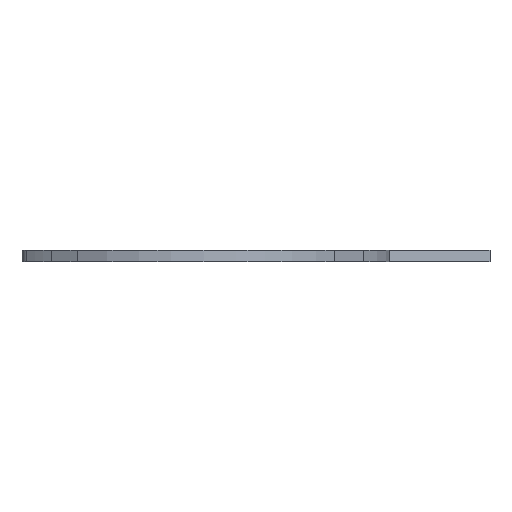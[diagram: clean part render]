
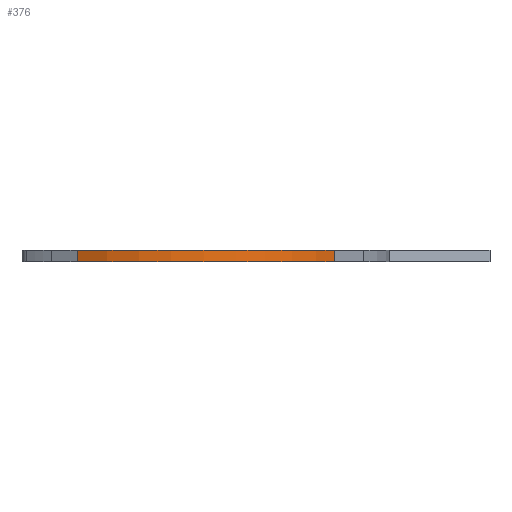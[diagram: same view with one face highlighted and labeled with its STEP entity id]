
A CAD part, left-side view. The second image highlights one B-rep face of the part: STEP entity #376.
In plain terms, the highlighted cylindrical face has radius 50.8 mm (diameter 101.6 mm), a partial arc.
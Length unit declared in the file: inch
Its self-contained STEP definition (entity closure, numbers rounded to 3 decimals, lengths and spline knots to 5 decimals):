
#79 = CARTESIAN_POINT ( 'NONE',  ( -0.3374, -0.04585, -0.68236 ) ) ;
#126 = DIRECTION ( 'NONE',  ( 1., 0., 0. ) ) ;
#250 = VERTEX_POINT ( 'NONE', #1806 ) ;
#273 = CARTESIAN_POINT ( 'NONE',  ( -2.06945, 0.95415, -0.68236 ) ) ;
#362 = AXIS2_PLACEMENT_3D ( 'NONE', #79, #844, #389 ) ;
#376 = ADVANCED_FACE ( 'NONE', ( #584 ), #876, .T. ) ;
#387 = CIRCLE ( 'NONE', #362, 2. ) ;
#389 = DIRECTION ( 'NONE',  ( 1., 0., 0. ) ) ;
#582 = VERTEX_POINT ( 'NONE', #984 ) ;
#584 = FACE_OUTER_BOUND ( 'NONE', #1375, .T. ) ;
#585 = ORIENTED_EDGE ( 'NONE', *, *, #996, .F. ) ;
#597 = DIRECTION ( 'NONE',  ( 1., 0., 0. ) ) ;
#844 = DIRECTION ( 'NONE',  ( 0., 0., -1. ) ) ;
#876 = CYLINDRICAL_SURFACE ( 'NONE', #1391, 2. ) ;
#909 = DIRECTION ( 'NONE',  ( 0., 0., 1. ) ) ;
#927 = EDGE_CURVE ( 'NONE', #1880, #1533, #989, .T. ) ;
#984 = CARTESIAN_POINT ( 'NONE',  ( -1.3374, -1.7779, -0.68236 ) ) ;
#989 = CIRCLE ( 'NONE', #1931, 2. ) ;
#996 = EDGE_CURVE ( 'NONE', #250, #1533, #1832, .T. ) ;
#1019 = DIRECTION ( 'NONE',  ( 0., 0., 1. ) ) ;
#1027 = LINE ( 'NONE', #1196, #1287 ) ;
#1052 = ORIENTED_EDGE ( 'NONE', *, *, #1678, .F. ) ;
#1181 = VECTOR ( 'NONE', #1019, 39.37008 ) ;
#1190 = ORIENTED_EDGE ( 'NONE', *, *, #1255, .T. ) ;
#1196 = CARTESIAN_POINT ( 'NONE',  ( -1.3374, -1.7779, -0.68236 ) ) ;
#1250 = CARTESIAN_POINT ( 'NONE',  ( -1.3374, -1.7779, -0.55736 ) ) ;
#1255 = EDGE_CURVE ( 'NONE', #582, #1880, #1027, .T. ) ;
#1287 = VECTOR ( 'NONE', #1650, 39.37008 ) ;
#1329 = DIRECTION ( 'NONE',  ( 0., 0., -1. ) ) ;
#1375 = EDGE_LOOP ( 'NONE', ( #1525, #585, #1052, #1190 ) ) ;
#1391 = AXIS2_PLACEMENT_3D ( 'NONE', #1527, #909, #597 ) ;
#1461 = CARTESIAN_POINT ( 'NONE',  ( -2.06945, 0.95415, -0.55736 ) ) ;
#1525 = ORIENTED_EDGE ( 'NONE', *, *, #927, .T. ) ;
#1527 = CARTESIAN_POINT ( 'NONE',  ( -0.3374, -0.04585, -0.68236 ) ) ;
#1533 = VERTEX_POINT ( 'NONE', #1461 ) ;
#1650 = DIRECTION ( 'NONE',  ( 0., 0., 1. ) ) ;
#1678 = EDGE_CURVE ( 'NONE', #582, #250, #387, .T. ) ;
#1784 = CARTESIAN_POINT ( 'NONE',  ( -0.3374, -0.04585, -0.55736 ) ) ;
#1806 = CARTESIAN_POINT ( 'NONE',  ( -2.06945, 0.95415, -0.68236 ) ) ;
#1832 = LINE ( 'NONE', #273, #1181 ) ;
#1880 = VERTEX_POINT ( 'NONE', #1250 ) ;
#1931 = AXIS2_PLACEMENT_3D ( 'NONE', #1784, #1329, #126 ) ;
